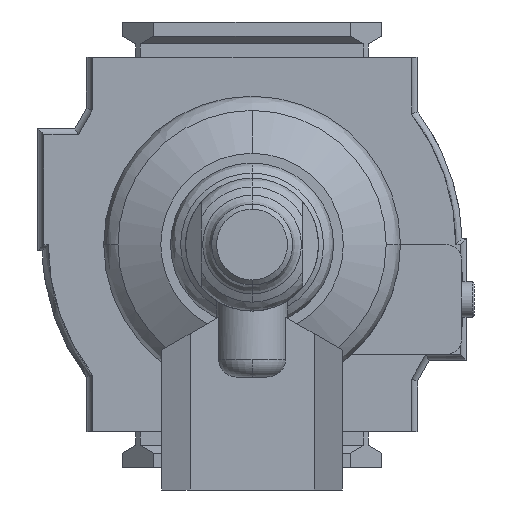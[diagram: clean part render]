
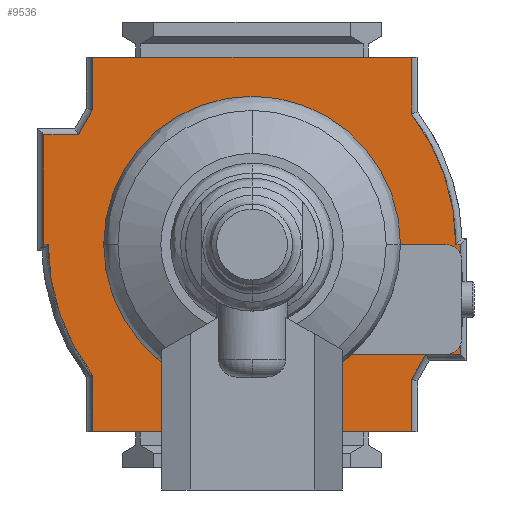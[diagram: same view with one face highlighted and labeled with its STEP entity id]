
A CAD part, front view. The second image highlights one B-rep face of the part: STEP entity #9536.
In plain terms, the highlighted face is planar.
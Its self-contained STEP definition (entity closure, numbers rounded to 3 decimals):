
#229 = CARTESIAN_POINT ( 'NONE',  ( -1.2, 27.325, 0. ) ) ;
#278 = DIRECTION ( 'NONE',  ( 0.496, 0., -0.868 ) ) ;
#585 = ORIENTED_EDGE ( 'NONE', *, *, #4624, .F. ) ;
#693 = EDGE_CURVE ( 'NONE', #3078, #3449, #6369, .T. ) ;
#719 = CARTESIAN_POINT ( 'NONE',  ( -18., 27.325, 14.731 ) ) ;
#747 = CARTESIAN_POINT ( 'NONE',  ( 18., 27.325, -21.125 ) ) ;
#851 = CARTESIAN_POINT ( 'NONE',  ( -23.5, 27.325, 0. ) ) ;
#962 = VERTEX_POINT ( 'NONE', #5820 ) ;
#974 = CARTESIAN_POINT ( 'NONE',  ( -18., 27.325, 21.125 ) ) ;
#1026 = ORIENTED_EDGE ( 'NONE', *, *, #2514, .F. ) ;
#1056 = EDGE_CURVE ( 'NONE', #3728, #12962, #9162, .T. ) ;
#1173 = ORIENTED_EDGE ( 'NONE', *, *, #4919, .F. ) ;
#1449 = ORIENTED_EDGE ( 'NONE', *, *, #1056, .F. ) ;
#1638 = CARTESIAN_POINT ( 'NONE',  ( 23.5, 27.325, 0. ) ) ;
#1650 = VECTOR ( 'NONE', #12911, 1000. ) ;
#1708 = DIRECTION ( 'NONE',  ( 1., 0., 0. ) ) ;
#1798 = VECTOR ( 'NONE', #8705, 1000. ) ;
#1804 = LINE ( 'NONE', #13263, #1798 ) ;
#1831 = VECTOR ( 'NONE', #278, 1000. ) ;
#1927 = EDGE_CURVE ( 'NONE', #962, #2898, #1804, .T. ) ;
#2229 = DIRECTION ( 'NONE',  ( 0., -1., 0. ) ) ;
#2344 = CARTESIAN_POINT ( 'NONE',  ( -23., 27.325, 0. ) ) ;
#2514 = EDGE_CURVE ( 'NONE', #3449, #962, #7482, .T. ) ;
#2654 = VERTEX_POINT ( 'NONE', #4750 ) ;
#2793 = VERTEX_POINT ( 'NONE', #12093 ) ;
#2811 = DIRECTION ( 'NONE',  ( 0., 0., -1. ) ) ;
#2857 = CARTESIAN_POINT ( 'NONE',  ( 23.5, 27.325, 12.4 ) ) ;
#2898 = VERTEX_POINT ( 'NONE', #3593 ) ;
#2986 = EDGE_CURVE ( 'NONE', #11114, #2654, #12005, .T. ) ;
#3011 = LINE ( 'NONE', #8304, #1831 ) ;
#3078 = VERTEX_POINT ( 'NONE', #2857 ) ;
#3154 = CARTESIAN_POINT ( 'NONE',  ( -23.5, 27.325, -12.4 ) ) ;
#3449 = VERTEX_POINT ( 'NONE', #8818 ) ;
#3593 = CARTESIAN_POINT ( 'NONE',  ( 18., 27.325, 21.125 ) ) ;
#3728 = VERTEX_POINT ( 'NONE', #851 ) ;
#3791 = VECTOR ( 'NONE', #2811, 1000. ) ;
#3874 = DIRECTION ( 'NONE',  ( -1., 0., 0. ) ) ;
#3878 = VECTOR ( 'NONE', #5227, 1000. ) ;
#3946 = CARTESIAN_POINT ( 'NONE',  ( 19.6, 27.325, 12.4 ) ) ;
#4115 = DIRECTION ( 'NONE',  ( 0., 0., 1. ) ) ;
#4165 = LINE ( 'NONE', #6658, #3878 ) ;
#4179 = LINE ( 'NONE', #8678, #7363 ) ;
#4439 = VERTEX_POINT ( 'NONE', #12916 ) ;
#4479 = VERTEX_POINT ( 'NONE', #719 ) ;
#4624 = EDGE_CURVE ( 'NONE', #12962, #4439, #6862, .T. ) ;
#4681 = VECTOR ( 'NONE', #8590, 1000. ) ;
#4750 = CARTESIAN_POINT ( 'NONE',  ( 18., 27.325, -21.125 ) ) ;
#4806 = LINE ( 'NONE', #8015, #10616 ) ;
#4919 = EDGE_CURVE ( 'NONE', #2654, #2793, #11007, .T. ) ;
#5081 = CARTESIAN_POINT ( 'NONE',  ( -18., 27.325, -15.2 ) ) ;
#5227 = DIRECTION ( 'NONE',  ( -1., 0., 0. ) ) ;
#5517 = CARTESIAN_POINT ( 'NONE',  ( -23.5, 27.325, 0. ) ) ;
#5679 = VERTEX_POINT ( 'NONE', #1638 ) ;
#5820 = CARTESIAN_POINT ( 'NONE',  ( 18., 27.325, 15.2 ) ) ;
#6067 = VERTEX_POINT ( 'NONE', #2344 ) ;
#6128 = CARTESIAN_POINT ( 'NONE',  ( -18., 27.325, 21.125 ) ) ;
#6144 = VECTOR ( 'NONE', #6241, 1000. ) ;
#6160 = VECTOR ( 'NONE', #6448, 1000. ) ;
#6241 = DIRECTION ( 'NONE',  ( 1., 0., 0. ) ) ;
#6243 = DIRECTION ( 'NONE',  ( 0., -1., 0. ) ) ;
#6369 = LINE ( 'NONE', #7634, #6610 ) ;
#6408 = ORIENTED_EDGE ( 'NONE', *, *, #11320, .F. ) ;
#6448 = DIRECTION ( 'NONE',  ( 0., 0., -1. ) ) ;
#6532 = CIRCLE ( 'NONE', #11533, 24.2 ) ;
#6610 = VECTOR ( 'NONE', #3874, 1000. ) ;
#6658 = CARTESIAN_POINT ( 'NONE',  ( 18., 27.325, 21.125 ) ) ;
#6809 = DIRECTION ( 'NONE',  ( 1., 0., 0. ) ) ;
#6862 = LINE ( 'NONE', #8190, #8597 ) ;
#6964 = EDGE_CURVE ( 'NONE', #2793, #11378, #6532, .T. ) ;
#6971 = CARTESIAN_POINT ( 'NONE',  ( 24.44, 27.325, -21.97 ) ) ;
#7039 = DIRECTION ( 'NONE',  ( 0., 1., 0. ) ) ;
#7171 = CARTESIAN_POINT ( 'NONE',  ( 23.5, 27.325, 0. ) ) ;
#7272 = DIRECTION ( 'NONE',  ( 0., 0., 1. ) ) ;
#7363 = VECTOR ( 'NONE', #1708, 1000. ) ;
#7394 = AXIS2_PLACEMENT_3D ( 'NONE', #11233, #2229, #6809 ) ;
#7430 = EDGE_CURVE ( 'NONE', #2898, #14232, #4165, .T. ) ;
#7482 = LINE ( 'NONE', #3946, #4681 ) ;
#7566 = LINE ( 'NONE', #14535, #6160 ) ;
#7634 = CARTESIAN_POINT ( 'NONE',  ( 23.5, 27.325, 12.4 ) ) ;
#8015 = CARTESIAN_POINT ( 'NONE',  ( -23., 27.325, 0. ) ) ;
#8190 = CARTESIAN_POINT ( 'NONE',  ( -23.5, 27.325, -12.4 ) ) ;
#8274 = DIRECTION ( 'NONE',  ( 1., 0., 0. ) ) ;
#8304 = CARTESIAN_POINT ( 'NONE',  ( -19.6, 27.325, -12.4 ) ) ;
#8590 = DIRECTION ( 'NONE',  ( -0.496, 0., 0.868 ) ) ;
#8597 = VECTOR ( 'NONE', #8274, 1000. ) ;
#8678 = CARTESIAN_POINT ( 'NONE',  ( 23., 27.325, 0. ) ) ;
#8705 = DIRECTION ( 'NONE',  ( 0., 0., 1. ) ) ;
#8818 = CARTESIAN_POINT ( 'NONE',  ( 19.6, 27.325, 12.4 ) ) ;
#8840 = EDGE_CURVE ( 'NONE', #6067, #3728, #4806, .T. ) ;
#9162 = LINE ( 'NONE', #5517, #14257 ) ;
#9351 = ORIENTED_EDGE ( 'NONE', *, *, #2986, .F. ) ;
#9372 = DIRECTION ( 'NONE',  ( 1., 0., 0. ) ) ;
#9419 = PLANE ( 'NONE',  #13270 ) ;
#9536 = ADVANCED_FACE ( 'NONE', ( #10628 ), #9419, .T. ) ;
#9669 = ORIENTED_EDGE ( 'NONE', *, *, #11216, .F. ) ;
#9683 = CARTESIAN_POINT ( 'NONE',  ( -18., 27.325, -21.125 ) ) ;
#9744 = ORIENTED_EDGE ( 'NONE', *, *, #12677, .F. ) ;
#9846 = ORIENTED_EDGE ( 'NONE', *, *, #1927, .F. ) ;
#10441 = ORIENTED_EDGE ( 'NONE', *, *, #11306, .F. ) ;
#10601 = LINE ( 'NONE', #7171, #1650 ) ;
#10616 = VECTOR ( 'NONE', #12655, 1000. ) ;
#10628 = FACE_OUTER_BOUND ( 'NONE', #11921, .T. ) ;
#11007 = LINE ( 'NONE', #747, #13869 ) ;
#11114 = VERTEX_POINT ( 'NONE', #9683 ) ;
#11216 = EDGE_CURVE ( 'NONE', #4439, #12675, #3011, .T. ) ;
#11233 = CARTESIAN_POINT ( 'NONE',  ( 1.2, 27.325, 0. ) ) ;
#11306 = EDGE_CURVE ( 'NONE', #11378, #5679, #4179, .T. ) ;
#11320 = EDGE_CURVE ( 'NONE', #12675, #11114, #7566, .T. ) ;
#11378 = VERTEX_POINT ( 'NONE', #13475 ) ;
#11533 = AXIS2_PLACEMENT_3D ( 'NONE', #229, #6243, #9372 ) ;
#11921 = EDGE_LOOP ( 'NONE', ( #9669, #585, #1449, #14646, #12596, #9744, #14685, #9846, #1026, #13562, #13333, #10441, #12356, #1173, #9351, #6408 ) ) ;
#11930 = CARTESIAN_POINT ( 'NONE',  ( -18., 27.325, -21.125 ) ) ;
#12005 = LINE ( 'NONE', #11930, #6144 ) ;
#12093 = CARTESIAN_POINT ( 'NONE',  ( 18., 27.325, -14.731 ) ) ;
#12356 = ORIENTED_EDGE ( 'NONE', *, *, #6964, .F. ) ;
#12499 = EDGE_CURVE ( 'NONE', #4479, #6067, #13113, .T. ) ;
#12596 = ORIENTED_EDGE ( 'NONE', *, *, #12499, .F. ) ;
#12655 = DIRECTION ( 'NONE',  ( -1., 0., 0. ) ) ;
#12675 = VERTEX_POINT ( 'NONE', #5081 ) ;
#12677 = EDGE_CURVE ( 'NONE', #14232, #4479, #13067, .T. ) ;
#12911 = DIRECTION ( 'NONE',  ( 0., 0., 1. ) ) ;
#12916 = CARTESIAN_POINT ( 'NONE',  ( -19.6, 27.325, -12.4 ) ) ;
#12962 = VERTEX_POINT ( 'NONE', #3154 ) ;
#13067 = LINE ( 'NONE', #6128, #3791 ) ;
#13113 = CIRCLE ( 'NONE', #7394, 24.2 ) ;
#13245 = EDGE_CURVE ( 'NONE', #5679, #3078, #10601, .T. ) ;
#13263 = CARTESIAN_POINT ( 'NONE',  ( 18., 27.325, 15.2 ) ) ;
#13270 = AXIS2_PLACEMENT_3D ( 'NONE', #6971, #7039, #7272 ) ;
#13333 = ORIENTED_EDGE ( 'NONE', *, *, #13245, .F. ) ;
#13475 = CARTESIAN_POINT ( 'NONE',  ( 23., 27.325, 0. ) ) ;
#13562 = ORIENTED_EDGE ( 'NONE', *, *, #693, .F. ) ;
#13729 = DIRECTION ( 'NONE',  ( 0., 0., -1. ) ) ;
#13869 = VECTOR ( 'NONE', #4115, 1000. ) ;
#14232 = VERTEX_POINT ( 'NONE', #974 ) ;
#14257 = VECTOR ( 'NONE', #13729, 1000. ) ;
#14535 = CARTESIAN_POINT ( 'NONE',  ( -18., 27.325, -15.2 ) ) ;
#14646 = ORIENTED_EDGE ( 'NONE', *, *, #8840, .F. ) ;
#14685 = ORIENTED_EDGE ( 'NONE', *, *, #7430, .F. ) ;
